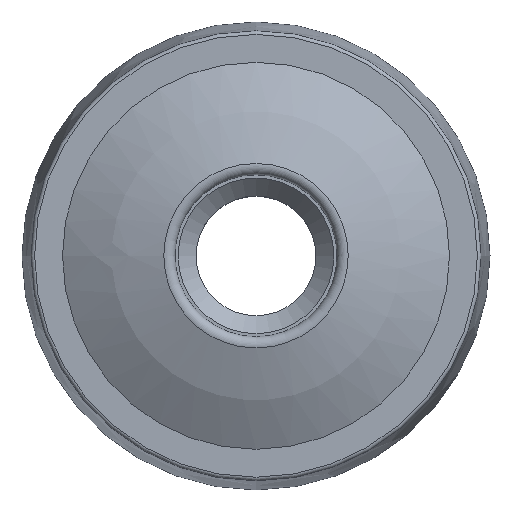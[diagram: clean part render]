
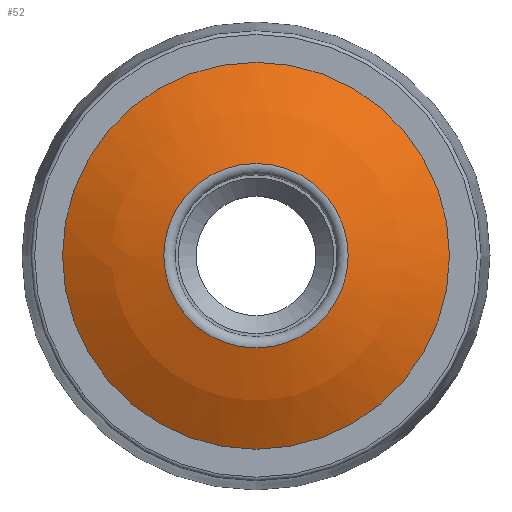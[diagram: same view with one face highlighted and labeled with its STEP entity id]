
A CAD part, top view. The second image highlights one B-rep face of the part: STEP entity #52.
In plain terms, the highlighted spherical face has radius 20.76 mm.
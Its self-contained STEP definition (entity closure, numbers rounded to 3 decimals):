
#52 = ADVANCED_FACE( '', ( #113, #114 ), #115, .T. );
#113 = FACE_OUTER_BOUND( '', #184, .T. );
#114 = FACE_OUTER_BOUND( '', #185, .T. );
#115 = SPHERICAL_SURFACE( '', #186, 20.76 );
#184 = EDGE_LOOP( '', ( #261 ) );
#185 = EDGE_LOOP( '', ( #262 ) );
#186 = AXIS2_PLACEMENT_3D( '', #263, #264, #265 );
#261 = ORIENTED_EDGE( '', *, *, #327, .T. );
#262 = ORIENTED_EDGE( '', *, *, #338, .T. );
#263 = CARTESIAN_POINT( '', ( 0., 0., -5.76 ) );
#264 = DIRECTION( '', ( 0., 0., 1. ) );
#265 = DIRECTION( '', ( 0., 1., 0. ) );
#327 = EDGE_CURVE( '', #363, #363, #364, .T. );
#338 = EDGE_CURVE( '', #381, #381, #382, .T. );
#363 = VERTEX_POINT( '', #411 );
#364 = CIRCLE( '', #412, 5.123 );
#381 = VERTEX_POINT( '', #429 );
#382 = CIRCLE( '', #430, 10.75 );
#411 = CARTESIAN_POINT( '', ( -5.123, 0., 14.358 ) );
#412 = AXIS2_PLACEMENT_3D( '', #460, #461, #462 );
#429 = CARTESIAN_POINT( '', ( 10.75, 0., 12. ) );
#430 = AXIS2_PLACEMENT_3D( '', #481, #482, #483 );
#460 = CARTESIAN_POINT( '', ( 0., 0., 14.358 ) );
#461 = DIRECTION( '', ( 0., 0., -1. ) );
#462 = DIRECTION( '', ( -1., 0., 0. ) );
#481 = CARTESIAN_POINT( '', ( 0., 0., 12. ) );
#482 = DIRECTION( '', ( 0., 0., 1. ) );
#483 = DIRECTION( '', ( 1., 0., 0. ) );
